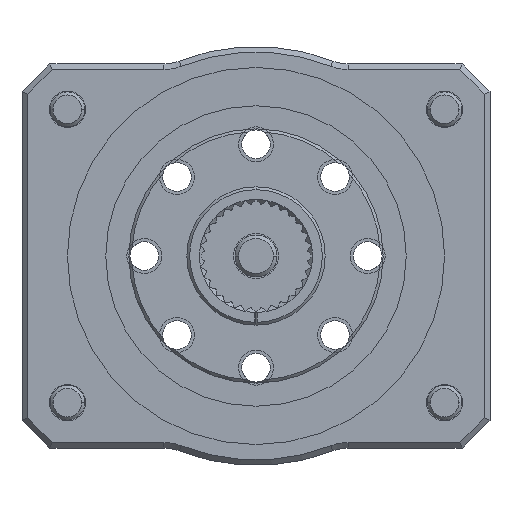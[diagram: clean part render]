
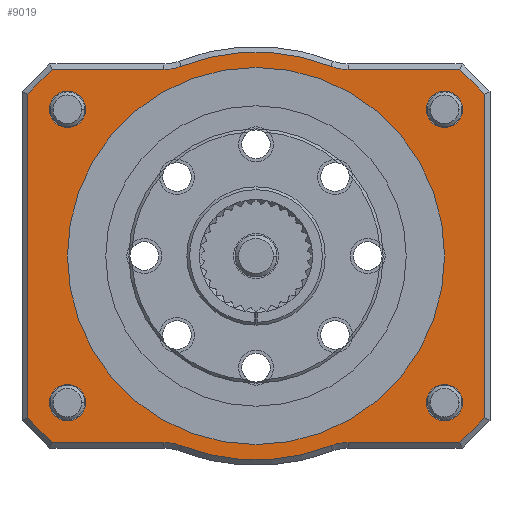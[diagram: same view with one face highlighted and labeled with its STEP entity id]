
A CAD part, front view. The second image highlights one B-rep face of the part: STEP entity #9019.
In plain terms, the highlighted planar face has unit normal (0, -1, 0).
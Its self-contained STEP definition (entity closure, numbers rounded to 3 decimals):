
#7814=CARTESIAN_POINT('',(0.,0.,0.));
#7815=DIRECTION('',(0.,-1.,0.));
#7816=DIRECTION('',(1.,0.,0.));
#7817=AXIS2_PLACEMENT_3D('',#7814,#7815,#7816);
#7819=CARTESIAN_POINT('',(0.,0.,0.));
#7820=DIRECTION('',(0.,-1.,0.));
#7821=DIRECTION('',(-1.,0.,0.));
#7822=AXIS2_PLACEMENT_3D('',#7819,#7820,#7821);
#7824=CARTESIAN_POINT('',(13.5,0.,10.5));
#7825=DIRECTION('',(0.,1.,0.));
#7826=DIRECTION('',(-1.,0.,0.));
#7827=AXIS2_PLACEMENT_3D('',#7824,#7825,#7826);
#7829=CARTESIAN_POINT('',(13.5,0.,10.5));
#7830=DIRECTION('',(0.,1.,0.));
#7831=DIRECTION('',(1.,0.,0.));
#7832=AXIS2_PLACEMENT_3D('',#7829,#7830,#7831);
#7834=CARTESIAN_POINT('',(13.5,0.,-10.5));
#7835=DIRECTION('',(0.,1.,0.));
#7836=DIRECTION('',(-1.,0.,0.));
#7837=AXIS2_PLACEMENT_3D('',#7834,#7835,#7836);
#7839=CARTESIAN_POINT('',(13.5,0.,-10.5));
#7840=DIRECTION('',(0.,1.,0.));
#7841=DIRECTION('',(1.,0.,0.));
#7842=AXIS2_PLACEMENT_3D('',#7839,#7840,#7841);
#7844=CARTESIAN_POINT('',(-13.5,0.,-10.5));
#7845=DIRECTION('',(0.,1.,0.));
#7846=DIRECTION('',(-1.,0.,0.));
#7847=AXIS2_PLACEMENT_3D('',#7844,#7845,#7846);
#7849=CARTESIAN_POINT('',(-13.5,0.,-10.5));
#7850=DIRECTION('',(0.,1.,0.));
#7851=DIRECTION('',(1.,0.,0.));
#7852=AXIS2_PLACEMENT_3D('',#7849,#7850,#7851);
#7854=CARTESIAN_POINT('',(-13.5,0.,10.5));
#7855=DIRECTION('',(0.,1.,0.));
#7856=DIRECTION('',(-1.,0.,0.));
#7857=AXIS2_PLACEMENT_3D('',#7854,#7855,#7856);
#7859=CARTESIAN_POINT('',(-13.5,0.,10.5));
#7860=DIRECTION('',(0.,1.,0.));
#7861=DIRECTION('',(1.,0.,0.));
#7862=AXIS2_PLACEMENT_3D('',#7859,#7860,#7861);
#7864=DIRECTION('',(0.,0.,1.));
#7865=VECTOR('',#7864,23.169);
#7866=CARTESIAN_POINT('',(16.35,0.,-11.584));
#7867=LINE('',#7866,#7865);
#7868=DIRECTION('',(0.707,0.,0.707));
#7869=VECTOR('',#7868,2.497);
#7870=CARTESIAN_POINT('',(14.584,0.,-13.35));
#7871=LINE('',#7870,#7869);
#7872=DIRECTION('',(1.,0.,0.));
#7873=VECTOR('',#7872,7.994);
#7874=CARTESIAN_POINT('',(6.591,0.,
-13.35));
#7875=LINE('',#7874,#7873);
#7876=CARTESIAN_POINT('',(6.591,0.,-16.75));
#7877=DIRECTION('',(0.,1.,0.));
#7878=DIRECTION('',(-0.366,0.,0.931));
#7879=AXIS2_PLACEMENT_3D('',#7876,#7877,#7878);
#7881=CARTESIAN_POINT('',(0.,0.,0.));
#7882=DIRECTION('',(0.,-1.,0.));
#7883=DIRECTION('',(-0.366,0.,-0.931));
#7884=AXIS2_PLACEMENT_3D('',#7881,#7882,#7883);
#7886=CARTESIAN_POINT('',(-6.591,0.,-16.75));
#7887=DIRECTION('',(0.,1.,0.));
#7888=DIRECTION('',(0.,0.,1.));
#7889=AXIS2_PLACEMENT_3D('',#7886,#7887,#7888);
#7891=DIRECTION('',(1.,0.,0.));
#7892=VECTOR('',#7891,7.994);
#7893=CARTESIAN_POINT('',(-14.584,0.,-13.35));
#7894=LINE('',#7893,#7892);
#7895=DIRECTION('',(0.707,0.,-0.707));
#7896=VECTOR('',#7895,2.497);
#7897=CARTESIAN_POINT('',(-16.35,0.,-11.584));
#7898=LINE('',#7897,#7896);
#7899=DIRECTION('',(0.,0.,-1.));
#7900=VECTOR('',#7899,23.169);
#7901=CARTESIAN_POINT('',(-16.35,0.,11.584));
#7902=LINE('',#7901,#7900);
#7903=DIRECTION('',(-0.707,0.,-0.707));
#7904=VECTOR('',#7903,2.497);
#7905=CARTESIAN_POINT('',(-14.584,0.,13.35));
#7906=LINE('',#7905,#7904);
#7907=DIRECTION('',(-1.,0.,0.));
#7908=VECTOR('',#7907,7.994);
#7909=CARTESIAN_POINT('',(-6.591,0.,
13.35));
#7910=LINE('',#7909,#7908);
#7911=CARTESIAN_POINT('',(-6.591,0.,16.75));
#7912=DIRECTION('',(0.,1.,0.));
#7913=DIRECTION('',(0.366,0.,-0.931));
#7914=AXIS2_PLACEMENT_3D('',#7911,#7912,#7913);
#7916=CARTESIAN_POINT('',(0.,0.,0.));
#7917=DIRECTION('',(0.,-1.,0.));
#7918=DIRECTION('',(0.366,0.,0.931));
#7919=AXIS2_PLACEMENT_3D('',#7916,#7917,#7918);
#7921=CARTESIAN_POINT('',(6.591,0.,16.75));
#7922=DIRECTION('',(0.,1.,0.));
#7923=DIRECTION('',(0.,0.,-1.));
#7924=AXIS2_PLACEMENT_3D('',#7921,#7922,#7923);
#7926=DIRECTION('',(-1.,0.,0.));
#7927=VECTOR('',#7926,7.994);
#7928=CARTESIAN_POINT('',(14.584,0.,13.35));
#7929=LINE('',#7928,#7927);
#7930=DIRECTION('',(-0.707,0.,0.707));
#7931=VECTOR('',#7930,2.497);
#7932=CARTESIAN_POINT('',(16.35,0.,11.584));
#7933=LINE('',#7932,#7931);
#8710=CARTESIAN_POINT('',(13.5,0.,0.));
#8711=CARTESIAN_POINT('',(-13.5,0.,0.));
#8712=VERTEX_POINT('',#8710);
#8713=VERTEX_POINT('',#8711);
#8714=CARTESIAN_POINT('',(12.2,0.,10.5));
#8715=CARTESIAN_POINT('',(14.8,0.,10.5));
#8716=VERTEX_POINT('',#8714);
#8717=VERTEX_POINT('',#8715);
#8718=CARTESIAN_POINT('',(12.2,0.,-10.5));
#8719=CARTESIAN_POINT('',(14.8,0.,-10.5));
#8720=VERTEX_POINT('',#8718);
#8721=VERTEX_POINT('',#8719);
#8722=CARTESIAN_POINT('',(-14.8,0.,-10.5));
#8723=CARTESIAN_POINT('',(-12.2,0.,-10.5));
#8724=VERTEX_POINT('',#8722);
#8725=VERTEX_POINT('',#8723);
#8726=CARTESIAN_POINT('',(-14.8,0.,10.5));
#8727=CARTESIAN_POINT('',(-12.2,0.,10.5));
#8728=VERTEX_POINT('',#8726);
#8729=VERTEX_POINT('',#8727);
#8830=CARTESIAN_POINT('',(16.35,0.,-11.584));
#8831=CARTESIAN_POINT('',(16.35,0.,11.584));
#8832=VERTEX_POINT('',#8830);
#8833=VERTEX_POINT('',#8831);
#8838=CARTESIAN_POINT('',(-16.35,0.,11.584));
#8839=CARTESIAN_POINT('',(-16.35,0.,-11.584));
#8840=VERTEX_POINT('',#8838);
#8841=VERTEX_POINT('',#8839);
#8890=CARTESIAN_POINT('',(14.584,0.,-13.35));
#8891=VERTEX_POINT('',#8890);
#8896=CARTESIAN_POINT('',(14.584,0.,13.35));
#8897=VERTEX_POINT('',#8896);
#8902=CARTESIAN_POINT('',(-6.591,0.,
13.35));
#8903=CARTESIAN_POINT('',(-14.584,0.,13.35));
#8904=VERTEX_POINT('',#8902);
#8905=VERTEX_POINT('',#8903);
#8906=CARTESIAN_POINT('',(-5.346,0.,13.586));
#8907=VERTEX_POINT('',#8906);
#8910=CARTESIAN_POINT('',(5.346,0.,13.586));
#8911=VERTEX_POINT('',#8910);
#8914=CARTESIAN_POINT('',(6.591,0.,13.35));
#8915=VERTEX_POINT('',#8914);
#8920=CARTESIAN_POINT('',(-14.584,0.,-13.35));
#8921=VERTEX_POINT('',#8920);
#8924=CARTESIAN_POINT('',(6.591,0.,
-13.35));
#8925=VERTEX_POINT('',#8924);
#8926=CARTESIAN_POINT('',(5.346,0.,-13.586));
#8927=VERTEX_POINT('',#8926);
#8930=CARTESIAN_POINT('',(-5.346,0.,-13.586));
#8931=VERTEX_POINT('',#8930);
#8934=CARTESIAN_POINT('',(-6.591,0.,-13.35));
#8935=VERTEX_POINT('',#8934);
#8950=CARTESIAN_POINT('',(0.,0.,0.));
#8951=DIRECTION('',(0.,1.,0.));
#8952=DIRECTION('',(1.,0.,0.));
#8953=AXIS2_PLACEMENT_3D('',#8950,#8951,#8952);
#8954=PLANE('',#8953);
#8956=ORIENTED_EDGE('',*,*,#8955,.F.);
#8958=ORIENTED_EDGE('',*,*,#8957,.F.);
#8960=ORIENTED_EDGE('',*,*,#8959,.F.);
#8962=ORIENTED_EDGE('',*,*,#8961,.F.);
#8964=ORIENTED_EDGE('',*,*,#8963,.F.);
#8966=ORIENTED_EDGE('',*,*,#8965,.F.);
#8968=ORIENTED_EDGE('',*,*,#8967,.F.);
#8970=ORIENTED_EDGE('',*,*,#8969,.F.);
#8972=ORIENTED_EDGE('',*,*,#8971,.F.);
#8974=ORIENTED_EDGE('',*,*,#8973,.F.);
#8976=ORIENTED_EDGE('',*,*,#8975,.F.);
#8978=ORIENTED_EDGE('',*,*,#8977,.F.);
#8980=ORIENTED_EDGE('',*,*,#8979,.F.);
#8982=ORIENTED_EDGE('',*,*,#8981,.F.);
#8984=ORIENTED_EDGE('',*,*,#8983,.F.);
#8986=ORIENTED_EDGE('',*,*,#8985,.F.);
#8987=EDGE_LOOP('',(#8956,#8958,#8960,#8962,#8964,#8966,#8968,#8970,#8972,#8974,
#8976,#8978,#8980,#8982,#8984,#8986));
#8988=FACE_OUTER_BOUND('',#8987,.F.);
#8990=ORIENTED_EDGE('',*,*,#8989,.F.);
#8992=ORIENTED_EDGE('',*,*,#8991,.F.);
#8993=EDGE_LOOP('',(#8990,#8992));
#8994=FACE_BOUND('',#8993,.F.);
#8996=ORIENTED_EDGE('',*,*,#8995,.F.);
#8998=ORIENTED_EDGE('',*,*,#8997,.F.);
#8999=EDGE_LOOP('',(#8996,#8998));
#9000=FACE_BOUND('',#8999,.F.);
#9002=ORIENTED_EDGE('',*,*,#9001,.F.);
#9004=ORIENTED_EDGE('',*,*,#9003,.F.);
#9005=EDGE_LOOP('',(#9002,#9004));
#9006=FACE_BOUND('',#9005,.F.);
#9008=ORIENTED_EDGE('',*,*,#9007,.F.);
#9010=ORIENTED_EDGE('',*,*,#9009,.F.);
#9011=EDGE_LOOP('',(#9008,#9010));
#9012=FACE_BOUND('',#9011,.F.);
#9014=ORIENTED_EDGE('',*,*,#9013,.T.);
#9016=ORIENTED_EDGE('',*,*,#9015,.T.);
#9017=EDGE_LOOP('',(#9014,#9016));
#9018=FACE_BOUND('',#9017,.F.);
#9019=ADVANCED_FACE('',(#8988,#8994,#9000,#9006,#9012,#9018),#8954,.F.);
#7818=CIRCLE('',#7817,13.5);
#7823=CIRCLE('',#7822,13.5);
#7828=CIRCLE('',#7827,1.3);
#7833=CIRCLE('',#7832,1.3);
#7838=CIRCLE('',#7837,1.3);
#7843=CIRCLE('',#7842,1.3);
#7848=CIRCLE('',#7847,1.3);
#7853=CIRCLE('',#7852,1.3);
#7858=CIRCLE('',#7857,1.3);
#7863=CIRCLE('',#7862,1.3);
#7880=CIRCLE('',#7879,3.4);
#7885=CIRCLE('',#7884,14.6);
#7890=CIRCLE('',#7889,3.4);
#7915=CIRCLE('',#7914,3.4);
#7920=CIRCLE('',#7919,14.6);
#7925=CIRCLE('',#7924,3.4);
#8955=EDGE_CURVE('',#8832,#8833,#7867,.T.);
#8957=EDGE_CURVE('',#8891,#8832,#7871,.T.);
#8959=EDGE_CURVE('',#8925,#8891,#7875,.T.);
#8961=EDGE_CURVE('',#8927,#8925,#7880,.T.);
#8963=EDGE_CURVE('',#8931,#8927,#7885,.T.);
#8965=EDGE_CURVE('',#8935,#8931,#7890,.T.);
#8967=EDGE_CURVE('',#8921,#8935,#7894,.T.);
#8969=EDGE_CURVE('',#8841,#8921,#7898,.T.);
#8971=EDGE_CURVE('',#8840,#8841,#7902,.T.);
#8973=EDGE_CURVE('',#8905,#8840,#7906,.T.);
#8975=EDGE_CURVE('',#8904,#8905,#7910,.T.);
#8977=EDGE_CURVE('',#8907,#8904,#7915,.T.);
#8979=EDGE_CURVE('',#8911,#8907,#7920,.T.);
#8981=EDGE_CURVE('',#8915,#8911,#7925,.T.);
#8983=EDGE_CURVE('',#8897,#8915,#7929,.T.);
#8985=EDGE_CURVE('',#8833,#8897,#7933,.T.);
#8989=EDGE_CURVE('',#8716,#8717,#7828,.T.);
#8991=EDGE_CURVE('',#8717,#8716,#7833,.T.);
#8995=EDGE_CURVE('',#8720,#8721,#7838,.T.);
#8997=EDGE_CURVE('',#8721,#8720,#7843,.T.);
#9001=EDGE_CURVE('',#8724,#8725,#7848,.T.);
#9003=EDGE_CURVE('',#8725,#8724,#7853,.T.);
#9007=EDGE_CURVE('',#8728,#8729,#7858,.T.);
#9009=EDGE_CURVE('',#8729,#8728,#7863,.T.);
#9013=EDGE_CURVE('',#8712,#8713,#7818,.T.);
#9015=EDGE_CURVE('',#8713,#8712,#7823,.T.);
